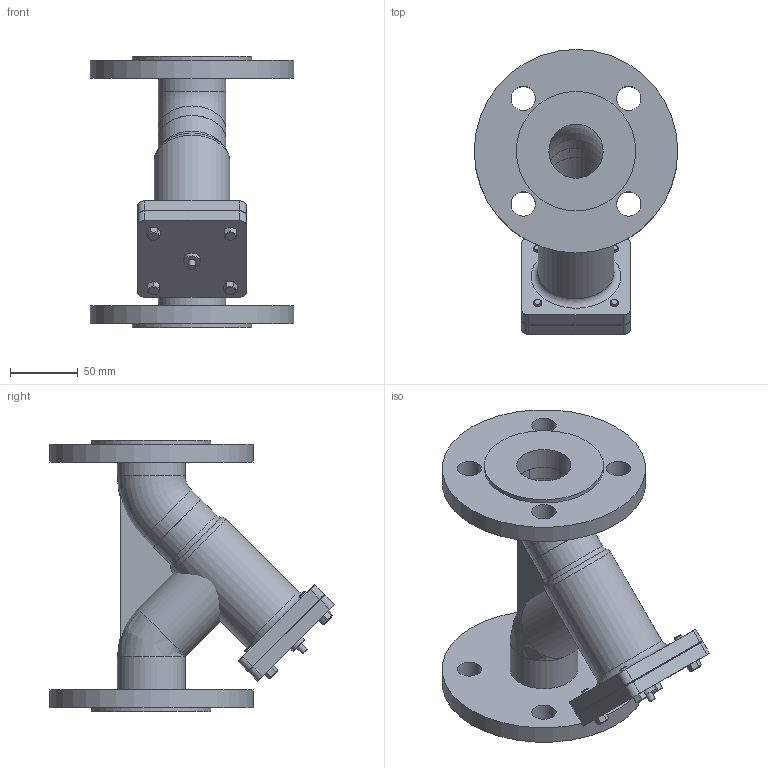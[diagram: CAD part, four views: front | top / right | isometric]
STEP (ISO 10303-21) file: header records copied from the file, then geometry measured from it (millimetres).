
FILE_DESCRIPTION(/* description */ ('STRAINER VM 6325 DN40'),/* implementation_level */ '2;1');
FILE_NAME(/* name */ 'STRAINER VM 6325 DN40.stp',/* time_stamp */ '2020-04-07T16:12:29+06:00',/* author */ ('rahul_marsute'),/* organization */ (''),/* preprocessor_version */ 'ST-DEVELOPER v18',/* originating_system */ 'Autodesk Inventor 2020',/* authorisation */ '');
FILE_SCHEMA (('AUTOMOTIVE_DESIGN { 1 0 10303 214 3 1 1 }'));
Length unit declared in the file: millimetre
Products named in the file (1): STRAINER VM 6325 DN40
Bounding box: 150 x 210 x 200 mm (x, y, z)
Volume: 790855.2 mm3; surface area: 193681 mm2
Topology: 3 solids, 3 shells, 126 faces, 348 edges, 239 vertices
Faces by surface type: plane 68, cylinder 43, cone 8, torus 6, bspline 1
Full cylindrical faces by diameter (mm): 5 x1, 6 x4, 12 x1, 18 x8, 40 x8, 50 x4, 56 x1, 88 x2, 150 x2
Entity records: 4352 total; most frequent: CARTESIAN_POINT 962, DIRECTION 718, ORIENTED_EDGE 692, EDGE_CURVE 346, AXIS2_PLACEMENT_3D 277, VERTEX_POINT 239, EDGE_LOOP 165, LINE 164
